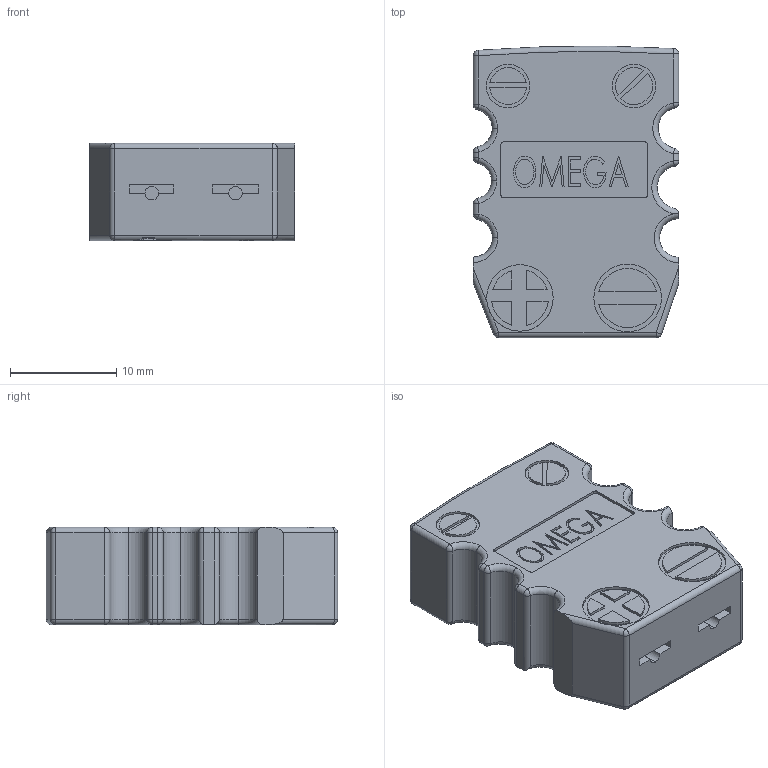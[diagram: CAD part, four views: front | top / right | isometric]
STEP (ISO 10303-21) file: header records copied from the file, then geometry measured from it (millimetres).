
FILE_DESCRIPTION (( 'STEP AP203' ), '1' );
FILE_NAME ('A0381-1-CN.STEP', '2013-11-06T14:03:41', ( '' ), ( '' ), 'SwSTEP 2.0', 'SolidWorks 2012', '' );
FILE_SCHEMA (( 'CONFIG_CONTROL_DESIGN' ));
Length unit declared in the file: inch
Products named in the file (1): A0381-1-CN
Bounding box: 19.3 x 27.38 x 9.14 mm (x, y, z)
Volume: 4340.7 mm3; surface area: 2038.5 mm2
Topology: 1 solids, 1 shells, 343 faces, 829 edges, 526 vertices
Faces by surface type: plane 182, cylinder 85, bspline 34, sphere 22, torus 20
Entity records: 12543 total; most frequent: CARTESIAN_POINT 4544, ORIENTED_EDGE 1650, DIRECTION 1585, EDGE_CURVE 825, AXIS2_PLACEMENT_3D 532, VERTEX_POINT 526, LINE 521, VECTOR 521
